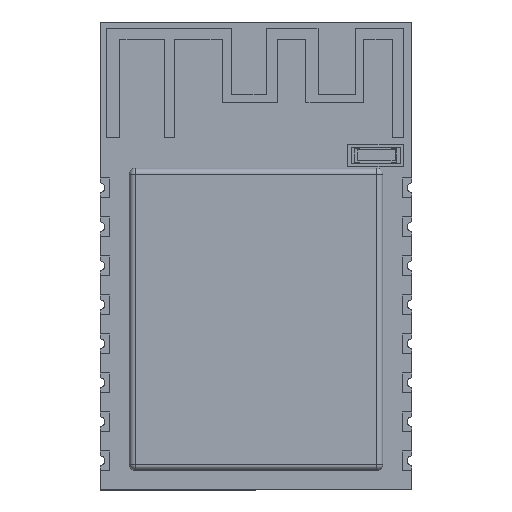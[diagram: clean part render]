
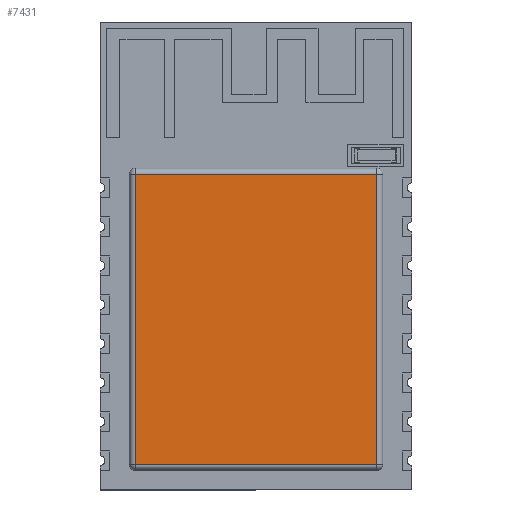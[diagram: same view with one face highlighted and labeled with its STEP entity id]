
A CAD part, top view. The second image highlights one B-rep face of the part: STEP entity #7431.
In plain terms, the highlighted planar face has unit normal (0, 0, 1).
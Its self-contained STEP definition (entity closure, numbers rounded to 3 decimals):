
#360 = VERTEX_POINT ( 'NONE', #5486 ) ;
#1237 = LINE ( 'NONE', #13712, #1416 ) ;
#1368 = DIRECTION ( 'NONE',  ( 0., 1., 0. ) ) ;
#1416 = VECTOR ( 'NONE', #2274, 1000. ) ;
#1576 = LINE ( 'NONE', #10643, #6254 ) ;
#1688 = EDGE_CURVE ( 'NONE', #360, #11439, #1576, .T. ) ;
#1771 = CARTESIAN_POINT ( 'NONE',  ( -6.5, 4.2, 3. ) ) ;
#2274 = DIRECTION ( 'NONE',  ( 0., -1., 0. ) ) ;
#2484 = CARTESIAN_POINT ( 'NONE',  ( 6.2, 4.5, 3. ) ) ;
#3854 = FACE_OUTER_BOUND ( 'NONE', #13077, .T. ) ;
#3928 = CARTESIAN_POINT ( 'NONE',  ( 0., 0., 3. ) ) ;
#4001 = ORIENTED_EDGE ( 'NONE', *, *, #1688, .T. ) ;
#4278 = AXIS2_PLACEMENT_3D ( 'NONE', #3928, #11977, #6296 ) ;
#4742 = VECTOR ( 'NONE', #1368, 1000. ) ;
#5237 = PLANE ( 'NONE',  #4278 ) ;
#5486 = CARTESIAN_POINT ( 'NONE',  ( -6.2, -10.7, 3. ) ) ;
#6254 = VECTOR ( 'NONE', #12809, 1000. ) ;
#6296 = DIRECTION ( 'NONE',  ( 1., 0., 0. ) ) ;
#6370 = CARTESIAN_POINT ( 'NONE',  ( 6.2, 4.2, 3. ) ) ;
#6527 = EDGE_CURVE ( 'NONE', #11439, #8272, #12670, .T. ) ;
#6794 = EDGE_CURVE ( 'NONE', #11950, #360, #1237, .T. ) ;
#7169 = ORIENTED_EDGE ( 'NONE', *, *, #8211, .T. ) ;
#7431 = ADVANCED_FACE ( 'NONE', ( #3854 ), #5237, .T. ) ;
#7464 = CARTESIAN_POINT ( 'NONE',  ( -6.2, 4.2, 3. ) ) ;
#8211 = EDGE_CURVE ( 'NONE', #8272, #11950, #12939, .T. ) ;
#8272 = VERTEX_POINT ( 'NONE', #6370 ) ;
#9073 = ORIENTED_EDGE ( 'NONE', *, *, #6794, .T. ) ;
#10643 = CARTESIAN_POINT ( 'NONE',  ( 6.5, -10.7, 3. ) ) ;
#11439 = VERTEX_POINT ( 'NONE', #12116 ) ;
#11950 = VERTEX_POINT ( 'NONE', #7464 ) ;
#11977 = DIRECTION ( 'NONE',  ( 0., 0., 1. ) ) ;
#12116 = CARTESIAN_POINT ( 'NONE',  ( 6.2, -10.7, 3. ) ) ;
#12670 = LINE ( 'NONE', #2484, #4742 ) ;
#12809 = DIRECTION ( 'NONE',  ( 1., 0., 0. ) ) ;
#12939 = LINE ( 'NONE', #1771, #13308 ) ;
#13077 = EDGE_LOOP ( 'NONE', ( #13390, #7169, #9073, #4001 ) ) ;
#13079 = DIRECTION ( 'NONE',  ( -1., 0., 0. ) ) ;
#13308 = VECTOR ( 'NONE', #13079, 1000. ) ;
#13390 = ORIENTED_EDGE ( 'NONE', *, *, #6527, .T. ) ;
#13712 = CARTESIAN_POINT ( 'NONE',  ( -6.2, -11., 3. ) ) ;
